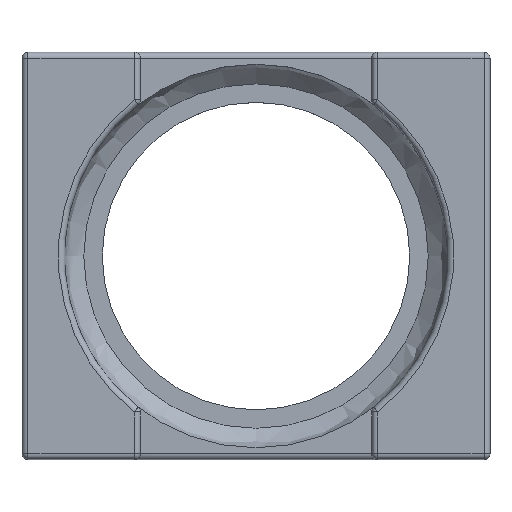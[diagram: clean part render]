
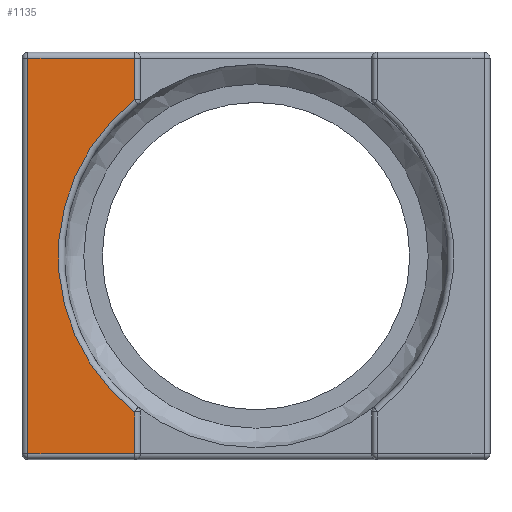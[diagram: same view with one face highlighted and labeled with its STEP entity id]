
A CAD part, top view. The second image highlights one B-rep face of the part: STEP entity #1135.
In plain terms, the highlighted planar face has unit normal (0, 0, 1).
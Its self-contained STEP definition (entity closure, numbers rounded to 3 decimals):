
#60=PLANE('',#1312);
#165=FACE_OUTER_BOUND('',#242,.T.);
#242=EDGE_LOOP('',(#992,#993,#994,#995,#996,#997));
#260=LINE('',#2084,#306);
#271=LINE('',#2237,#317);
#273=LINE('',#2240,#319);
#275=LINE('',#2243,#321);
#277=LINE('',#2246,#323);
#306=VECTOR('',#1414,10.);
#317=VECTOR('',#1495,10.);
#319=VECTOR('',#1499,10.);
#321=VECTOR('',#1503,10.);
#323=VECTOR('',#1507,10.);
#397=CIRCLE('',#1241,16.685);
#476=VERTEX_POINT('',#2058);
#480=VERTEX_POINT('',#2069);
#484=VERTEX_POINT('',#2080);
#485=VERTEX_POINT('',#2087);
#487=VERTEX_POINT('',#2092);
#490=VERTEX_POINT('',#2099);
#588=EDGE_CURVE('',#476,#484,#260,.T.);
#626=EDGE_CURVE('',#487,#490,#271,.T.);
#628=EDGE_CURVE('',#490,#485,#273,.T.);
#630=EDGE_CURVE('',#484,#487,#275,.T.);
#632=EDGE_CURVE('',#485,#480,#277,.T.);
#634=EDGE_CURVE('',#480,#476,#397,.T.);
#992=ORIENTED_EDGE('',*,*,#626,.F.);
#993=ORIENTED_EDGE('',*,*,#630,.F.);
#994=ORIENTED_EDGE('',*,*,#588,.F.);
#995=ORIENTED_EDGE('',*,*,#634,.F.);
#996=ORIENTED_EDGE('',*,*,#632,.F.);
#997=ORIENTED_EDGE('',*,*,#628,.F.);
#1135=ADVANCED_FACE('',(#165),#60,.T.);
#1241=AXIS2_PLACEMENT_3D('',#2249,#1511,#1512);
#1312=AXIS2_PLACEMENT_3D('',#2550,#1673,#1674);
#1414=DIRECTION('',(0.,-1.,0.));
#1495=DIRECTION('',(0.,1.,0.));
#1499=DIRECTION('',(1.,0.,0.));
#1503=DIRECTION('',(-1.,0.,0.));
#1507=DIRECTION('',(0.,-1.,0.));
#1511=DIRECTION('center_axis',(0.,0.,1.));
#1512=DIRECTION('ref_axis',(-1.,0.,0.));
#1673=DIRECTION('center_axis',(0.,0.,1.));
#1674=DIRECTION('ref_axis',(1.,0.,0.));
#2058=CARTESIAN_POINT('',(-10.25,-13.165,8.98));
#2069=CARTESIAN_POINT('',(-10.25,13.165,8.98));
#2080=CARTESIAN_POINT('',(-10.25,-16.685,8.98));
#2084=CARTESIAN_POINT('',(-10.25,-8.592,8.98));
#2087=CARTESIAN_POINT('',(-10.25,16.685,8.98));
#2092=CARTESIAN_POINT('',(-19.25,-16.685,8.98));
#2099=CARTESIAN_POINT('',(-19.25,16.685,8.98));
#2237=CARTESIAN_POINT('',(-19.25,8.593,8.98));
#2240=CARTESIAN_POINT('',(2.5,16.685,8.98));
#2243=CARTESIAN_POINT('',(-17.25,-16.685,8.98));
#2246=CARTESIAN_POINT('',(-10.25,-8.592,8.98));
#2249=CARTESIAN_POINT('Origin',(0.,0.,8.98));
#2550=CARTESIAN_POINT('Origin',(-14.75,0.,8.98));
